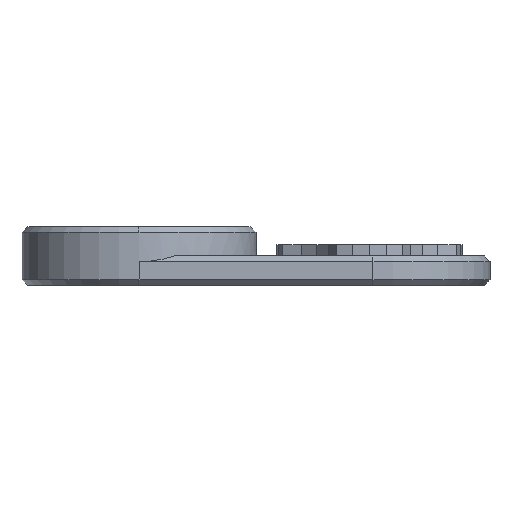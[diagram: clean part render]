
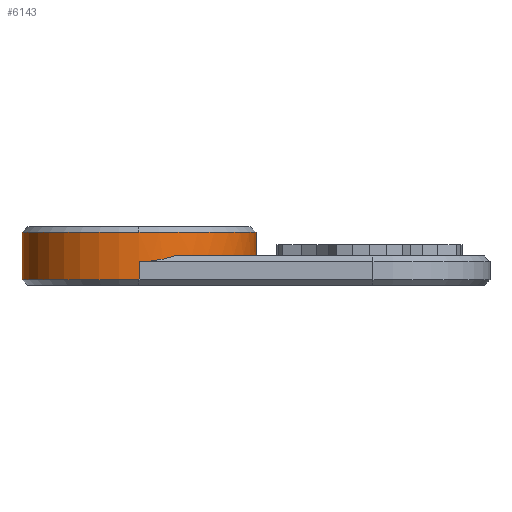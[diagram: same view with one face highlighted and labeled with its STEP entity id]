
A CAD part, left-side view. The second image highlights one B-rep face of the part: STEP entity #6143.
In plain terms, the highlighted cylindrical face has radius 6.25 mm (diameter 12.5 mm), a partial arc.
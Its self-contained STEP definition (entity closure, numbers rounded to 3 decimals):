
#44 = PLANE('',#45);
#45 = AXIS2_PLACEMENT_3D('',#46,#47,#48);
#46 = CARTESIAN_POINT('',(0.,6.25,0.));
#47 = DIRECTION('',(0.,1.,0.));
#48 = DIRECTION('',(1.,0.,0.));
#162 = PLANE('',#163);
#163 = AXIS2_PLACEMENT_3D('',#164,#165,#166);
#164 = CARTESIAN_POINT('',(25.,-10.986,1.563));
#165 = DIRECTION('',(-0.,-0.,-1.));
#166 = DIRECTION('',(0.,-1.,0.));
#194 = PLANE('',#195);
#195 = AXIS2_PLACEMENT_3D('',#196,#197,#198);
#196 = CARTESIAN_POINT('',(0.,-6.25,3.125));
#197 = DIRECTION('',(0.,-1.,0.));
#198 = DIRECTION('',(1.,0.,0.));
#265 = EDGE_CURVE('',#266,#268,#270,.T.);
#266 = VERTEX_POINT('',#267);
#267 = CARTESIAN_POINT('',(0.,6.25,0.3));
#268 = VERTEX_POINT('',#269);
#269 = CARTESIAN_POINT('',(0.,6.25,2.825));
#270 = SURFACE_CURVE('',#271,(#275,#282),.PCURVE_S1.);
#271 = LINE('',#272,#273);
#272 = CARTESIAN_POINT('',(0.,6.25,0.));
#273 = VECTOR('',#274,1.);
#274 = DIRECTION('',(0.,0.,1.));
#275 = PCURVE('',#44,#276);
#276 = DEFINITIONAL_REPRESENTATION('',(#277),#281);
#277 = LINE('',#278,#279);
#278 = CARTESIAN_POINT('',(0.,0.));
#279 = VECTOR('',#280,1.);
#280 = DIRECTION('',(0.,-1.));
#281 = ( GEOMETRIC_REPRESENTATION_CONTEXT(2) 
PARAMETRIC_REPRESENTATION_CONTEXT() REPRESENTATION_CONTEXT('2D SPACE',''
  ) );
#282 = PCURVE('',#283,#288);
#283 = CYLINDRICAL_SURFACE('',#284,6.25);
#284 = AXIS2_PLACEMENT_3D('',#285,#286,#287);
#285 = CARTESIAN_POINT('',(0.,0.,0.));
#286 = DIRECTION('',(-0.,-0.,-1.));
#287 = DIRECTION('',(1.,0.,0.));
#288 = DEFINITIONAL_REPRESENTATION('',(#289),#293);
#289 = LINE('',#290,#291);
#290 = CARTESIAN_POINT('',(-1.571,0.));
#291 = VECTOR('',#292,1.);
#292 = DIRECTION('',(-0.,-1.));
#293 = ( GEOMETRIC_REPRESENTATION_CONTEXT(2) 
PARAMETRIC_REPRESENTATION_CONTEXT() REPRESENTATION_CONTEXT('2D SPACE',''
  ) );
#767 = VERTEX_POINT('',#768);
#768 = CARTESIAN_POINT('',(-5.95,-1.913,1.563));
#782 = PLANE('',#783);
#783 = AXIS2_PLACEMENT_3D('',#784,#785,#786);
#784 = CARTESIAN_POINT('',(-6.1,0.,1.413));
#785 = DIRECTION('',(-0.707,0.,0.707));
#786 = DIRECTION('',(0.,-1.,0.));
#794 = EDGE_CURVE('',#767,#795,#797,.T.);
#795 = VERTEX_POINT('',#796);
#796 = CARTESIAN_POINT('',(0.,-6.25,1.563));
#797 = SURFACE_CURVE('',#798,(#803,#814),.PCURVE_S1.);
#798 = CIRCLE('',#799,6.25);
#799 = AXIS2_PLACEMENT_3D('',#800,#801,#802);
#800 = CARTESIAN_POINT('',(0.,0.,1.563));
#801 = DIRECTION('',(0.,0.,1.));
#802 = DIRECTION('',(1.,0.,0.));
#803 = PCURVE('',#162,#804);
#804 = DEFINITIONAL_REPRESENTATION('',(#805),#813);
#805 = ( BOUNDED_CURVE() B_SPLINE_CURVE(2,(#806,#807,#808,#809,#810,#811
,#812),.UNSPECIFIED.,.T.,.F.) B_SPLINE_CURVE_WITH_KNOTS((1,2,2,2,2,1),(
    -2.094,0.,2.094,4.189,6.283,
8.378),.UNSPECIFIED.) CURVE() GEOMETRIC_REPRESENTATION_ITEM() 
RATIONAL_B_SPLINE_CURVE((1.,0.5,1.,0.5,1.,0.5,1.)) REPRESENTATION_ITEM(
  '') );
#806 = CARTESIAN_POINT('',(-10.986,18.75));
#807 = CARTESIAN_POINT('',(-21.812,18.75));
#808 = CARTESIAN_POINT('',(-16.399,28.125));
#809 = CARTESIAN_POINT('',(-10.986,37.5));
#810 = CARTESIAN_POINT('',(-5.574,28.125));
#811 = CARTESIAN_POINT('',(-0.161,18.75));
#812 = CARTESIAN_POINT('',(-10.986,18.75));
#813 = ( GEOMETRIC_REPRESENTATION_CONTEXT(2) 
PARAMETRIC_REPRESENTATION_CONTEXT() REPRESENTATION_CONTEXT('2D SPACE',''
  ) );
#814 = PCURVE('',#283,#815);
#815 = DEFINITIONAL_REPRESENTATION('',(#816),#820);
#816 = LINE('',#817,#818);
#817 = CARTESIAN_POINT('',(0.,-1.563));
#818 = VECTOR('',#819,1.);
#819 = DIRECTION('',(-1.,0.));
#820 = ( GEOMETRIC_REPRESENTATION_CONTEXT(2) 
PARAMETRIC_REPRESENTATION_CONTEXT() REPRESENTATION_CONTEXT('2D SPACE',''
  ) );
#5966 = EDGE_CURVE('',#5967,#795,#5969,.T.);
#5967 = VERTEX_POINT('',#5968);
#5968 = CARTESIAN_POINT('',(0.,-6.25,2.825));
#5969 = SURFACE_CURVE('',#5970,(#5974,#5981),.PCURVE_S1.);
#5970 = LINE('',#5971,#5972);
#5971 = CARTESIAN_POINT('',(0.,-6.25,3.125));
#5972 = VECTOR('',#5973,1.);
#5973 = DIRECTION('',(-0.,-0.,-1.));
#5974 = PCURVE('',#194,#5975);
#5975 = DEFINITIONAL_REPRESENTATION('',(#5976),#5980);
#5976 = LINE('',#5977,#5978);
#5977 = CARTESIAN_POINT('',(0.,0.));
#5978 = VECTOR('',#5979,1.);
#5979 = DIRECTION('',(0.,-1.));
#5980 = ( GEOMETRIC_REPRESENTATION_CONTEXT(2) 
PARAMETRIC_REPRESENTATION_CONTEXT() REPRESENTATION_CONTEXT('2D SPACE',''
  ) );
#5981 = PCURVE('',#283,#5982);
#5982 = DEFINITIONAL_REPRESENTATION('',(#5983),#5987);
#5983 = LINE('',#5984,#5985);
#5984 = CARTESIAN_POINT('',(-4.712,-3.125));
#5985 = VECTOR('',#5986,1.);
#5986 = DIRECTION('',(-0.,1.));
#5987 = ( GEOMETRIC_REPRESENTATION_CONTEXT(2) 
PARAMETRIC_REPRESENTATION_CONTEXT() REPRESENTATION_CONTEXT('2D SPACE',''
  ) );
#6143 = ADVANCED_FACE('',(#6144),#283,.T.);
#6144 = FACE_BOUND('',#6145,.F.);
#6145 = EDGE_LOOP('',(#6146,#6147,#6174,#6202,#6229,#6230,#6259,#6286));
#6146 = ORIENTED_EDGE('',*,*,#794,.F.);
#6147 = ORIENTED_EDGE('',*,*,#6148,.F.);
#6148 = EDGE_CURVE('',#6149,#767,#6151,.T.);
#6149 = VERTEX_POINT('',#6150);
#6150 = CARTESIAN_POINT('',(-6.25,0.,1.263));
#6151 = SURFACE_CURVE('',#6152,(#6157,#6167),.PCURVE_S1.);
#6152 = ELLIPSE('',#6153,8.839,6.25);
#6153 = AXIS2_PLACEMENT_3D('',#6154,#6155,#6156);
#6154 = CARTESIAN_POINT('',(0.,0.,7.513));
#6155 = DIRECTION('',(-0.707,0.,0.707));
#6156 = DIRECTION('',(-0.707,0.,-0.707));
#6157 = PCURVE('',#283,#6158);
#6158 = DEFINITIONAL_REPRESENTATION('',(#6159),#6166);
#6159 = B_SPLINE_CURVE_WITH_KNOTS('',5,(#6160,#6161,#6162,#6163,#6164,
    #6165),.UNSPECIFIED.,.F.,.F.,(6,6),(0.,0.311),
  .PIECEWISE_BEZIER_KNOTS.);
#6160 = CARTESIAN_POINT('',(-3.142,-1.263));
#6161 = CARTESIAN_POINT('',(-3.204,-1.263));
#6162 = CARTESIAN_POINT('',(-3.266,-1.293));
#6163 = CARTESIAN_POINT('',(-3.328,-1.353));
#6164 = CARTESIAN_POINT('',(-3.39,-1.443));
#6165 = CARTESIAN_POINT('',(-3.453,-1.563));
#6166 = ( GEOMETRIC_REPRESENTATION_CONTEXT(2) 
PARAMETRIC_REPRESENTATION_CONTEXT() REPRESENTATION_CONTEXT('2D SPACE',''
  ) );
#6167 = PCURVE('',#782,#6168);
#6168 = DEFINITIONAL_REPRESENTATION('',(#6169),#6173);
#6169 = ELLIPSE('',#6170,8.839,6.25);
#6170 = AXIS2_PLACEMENT_2D('',#6171,#6172);
#6171 = CARTESIAN_POINT('',(0.,8.627));
#6172 = DIRECTION('',(-0.,-1.));
#6173 = ( GEOMETRIC_REPRESENTATION_CONTEXT(2) 
PARAMETRIC_REPRESENTATION_CONTEXT() REPRESENTATION_CONTEXT('2D SPACE',''
  ) );
#6174 = ORIENTED_EDGE('',*,*,#6175,.F.);
#6175 = EDGE_CURVE('',#6176,#6149,#6178,.T.);
#6176 = VERTEX_POINT('',#6177);
#6177 = CARTESIAN_POINT('',(-6.25,0.,0.3));
#6178 = SURFACE_CURVE('',#6179,(#6183,#6190),.PCURVE_S1.);
#6179 = LINE('',#6180,#6181);
#6180 = CARTESIAN_POINT('',(-6.25,0.,0.));
#6181 = VECTOR('',#6182,1.);
#6182 = DIRECTION('',(0.,0.,1.));
#6183 = PCURVE('',#283,#6184);
#6184 = DEFINITIONAL_REPRESENTATION('',(#6185),#6189);
#6185 = LINE('',#6186,#6187);
#6186 = CARTESIAN_POINT('',(-3.142,0.));
#6187 = VECTOR('',#6188,1.);
#6188 = DIRECTION('',(-0.,-1.));
#6189 = ( GEOMETRIC_REPRESENTATION_CONTEXT(2) 
PARAMETRIC_REPRESENTATION_CONTEXT() REPRESENTATION_CONTEXT('2D SPACE',''
  ) );
#6190 = PCURVE('',#6191,#6196);
#6191 = PLANE('',#6192);
#6192 = AXIS2_PLACEMENT_3D('',#6193,#6194,#6195);
#6193 = CARTESIAN_POINT('',(-6.25,0.,0.));
#6194 = DIRECTION('',(1.,0.,0.));
#6195 = DIRECTION('',(0.,-1.,0.));
#6196 = DEFINITIONAL_REPRESENTATION('',(#6197),#6201);
#6197 = LINE('',#6198,#6199);
#6198 = CARTESIAN_POINT('',(0.,0.));
#6199 = VECTOR('',#6200,1.);
#6200 = DIRECTION('',(0.,-1.));
#6201 = ( GEOMETRIC_REPRESENTATION_CONTEXT(2) 
PARAMETRIC_REPRESENTATION_CONTEXT() REPRESENTATION_CONTEXT('2D SPACE',''
  ) );
#6202 = ORIENTED_EDGE('',*,*,#6203,.F.);
#6203 = EDGE_CURVE('',#266,#6176,#6204,.T.);
#6204 = SURFACE_CURVE('',#6205,(#6210,#6217),.PCURVE_S1.);
#6205 = CIRCLE('',#6206,6.25);
#6206 = AXIS2_PLACEMENT_3D('',#6207,#6208,#6209);
#6207 = CARTESIAN_POINT('',(0.,0.,0.3));
#6208 = DIRECTION('',(0.,0.,1.));
#6209 = DIRECTION('',(0.,1.,0.));
#6210 = PCURVE('',#283,#6211);
#6211 = DEFINITIONAL_REPRESENTATION('',(#6212),#6216);
#6212 = LINE('',#6213,#6214);
#6213 = CARTESIAN_POINT('',(-1.571,-0.3));
#6214 = VECTOR('',#6215,1.);
#6215 = DIRECTION('',(-1.,0.));
#6216 = ( GEOMETRIC_REPRESENTATION_CONTEXT(2) 
PARAMETRIC_REPRESENTATION_CONTEXT() REPRESENTATION_CONTEXT('2D SPACE',''
  ) );
#6217 = PCURVE('',#6218,#6223);
#6218 = CONICAL_SURFACE('',#6219,6.25,0.785);
#6219 = AXIS2_PLACEMENT_3D('',#6220,#6221,#6222);
#6220 = CARTESIAN_POINT('',(0.,0.,0.3));
#6221 = DIRECTION('',(0.,0.,1.));
#6222 = DIRECTION('',(0.,1.,0.));
#6223 = DEFINITIONAL_REPRESENTATION('',(#6224),#6228);
#6224 = LINE('',#6225,#6226);
#6225 = CARTESIAN_POINT('',(0.,0.));
#6226 = VECTOR('',#6227,1.);
#6227 = DIRECTION('',(1.,0.));
#6228 = ( GEOMETRIC_REPRESENTATION_CONTEXT(2) 
PARAMETRIC_REPRESENTATION_CONTEXT() REPRESENTATION_CONTEXT('2D SPACE',''
  ) );
#6229 = ORIENTED_EDGE('',*,*,#265,.T.);
#6230 = ORIENTED_EDGE('',*,*,#6231,.T.);
#6231 = EDGE_CURVE('',#268,#6232,#6234,.T.);
#6232 = VERTEX_POINT('',#6233);
#6233 = CARTESIAN_POINT('',(-6.25,0.,2.825));
#6234 = SURFACE_CURVE('',#6235,(#6240,#6247),.PCURVE_S1.);
#6235 = CIRCLE('',#6236,6.25);
#6236 = AXIS2_PLACEMENT_3D('',#6237,#6238,#6239);
#6237 = CARTESIAN_POINT('',(0.,0.,2.825));
#6238 = DIRECTION('',(0.,0.,1.));
#6239 = DIRECTION('',(0.,1.,0.));
#6240 = PCURVE('',#283,#6241);
#6241 = DEFINITIONAL_REPRESENTATION('',(#6242),#6246);
#6242 = LINE('',#6243,#6244);
#6243 = CARTESIAN_POINT('',(-1.571,-2.825));
#6244 = VECTOR('',#6245,1.);
#6245 = DIRECTION('',(-1.,0.));
#6246 = ( GEOMETRIC_REPRESENTATION_CONTEXT(2) 
PARAMETRIC_REPRESENTATION_CONTEXT() REPRESENTATION_CONTEXT('2D SPACE',''
  ) );
#6247 = PCURVE('',#6248,#6253);
#6248 = CONICAL_SURFACE('',#6249,6.25,0.785);
#6249 = AXIS2_PLACEMENT_3D('',#6250,#6251,#6252);
#6250 = CARTESIAN_POINT('',(0.,0.,2.825));
#6251 = DIRECTION('',(-0.,-0.,-1.));
#6252 = DIRECTION('',(0.,1.,0.));
#6253 = DEFINITIONAL_REPRESENTATION('',(#6254),#6258);
#6254 = LINE('',#6255,#6256);
#6255 = CARTESIAN_POINT('',(-0.,-0.));
#6256 = VECTOR('',#6257,1.);
#6257 = DIRECTION('',(-1.,-0.));
#6258 = ( GEOMETRIC_REPRESENTATION_CONTEXT(2) 
PARAMETRIC_REPRESENTATION_CONTEXT() REPRESENTATION_CONTEXT('2D SPACE',''
  ) );
#6259 = ORIENTED_EDGE('',*,*,#6260,.T.);
#6260 = EDGE_CURVE('',#6232,#5967,#6261,.T.);
#6261 = SURFACE_CURVE('',#6262,(#6267,#6274),.PCURVE_S1.);
#6262 = CIRCLE('',#6263,6.25);
#6263 = AXIS2_PLACEMENT_3D('',#6264,#6265,#6266);
#6264 = CARTESIAN_POINT('',(0.,0.,2.825));
#6265 = DIRECTION('',(0.,0.,1.));
#6266 = DIRECTION('',(-1.,0.,0.));
#6267 = PCURVE('',#283,#6268);
#6268 = DEFINITIONAL_REPRESENTATION('',(#6269),#6273);
#6269 = LINE('',#6270,#6271);
#6270 = CARTESIAN_POINT('',(-3.142,-2.825));
#6271 = VECTOR('',#6272,1.);
#6272 = DIRECTION('',(-1.,0.));
#6273 = ( GEOMETRIC_REPRESENTATION_CONTEXT(2) 
PARAMETRIC_REPRESENTATION_CONTEXT() REPRESENTATION_CONTEXT('2D SPACE',''
  ) );
#6274 = PCURVE('',#6275,#6280);
#6275 = CONICAL_SURFACE('',#6276,6.25,0.785);
#6276 = AXIS2_PLACEMENT_3D('',#6277,#6278,#6279);
#6277 = CARTESIAN_POINT('',(0.,0.,2.825));
#6278 = DIRECTION('',(-0.,-0.,-1.));
#6279 = DIRECTION('',(-1.,0.,0.));
#6280 = DEFINITIONAL_REPRESENTATION('',(#6281),#6285);
#6281 = LINE('',#6282,#6283);
#6282 = CARTESIAN_POINT('',(-0.,-0.));
#6283 = VECTOR('',#6284,1.);
#6284 = DIRECTION('',(-1.,-0.));
#6285 = ( GEOMETRIC_REPRESENTATION_CONTEXT(2) 
PARAMETRIC_REPRESENTATION_CONTEXT() REPRESENTATION_CONTEXT('2D SPACE',''
  ) );
#6286 = ORIENTED_EDGE('',*,*,#5966,.T.);
